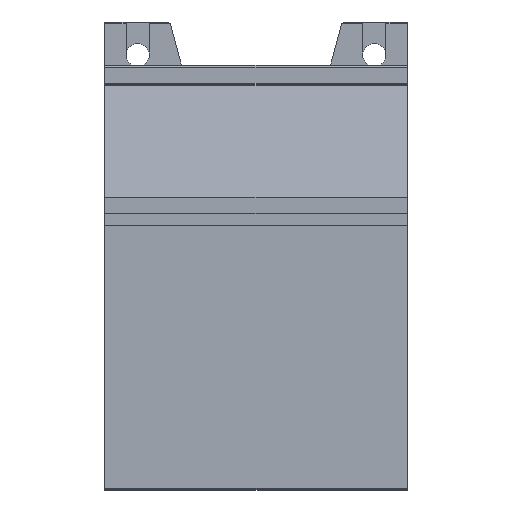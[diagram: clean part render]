
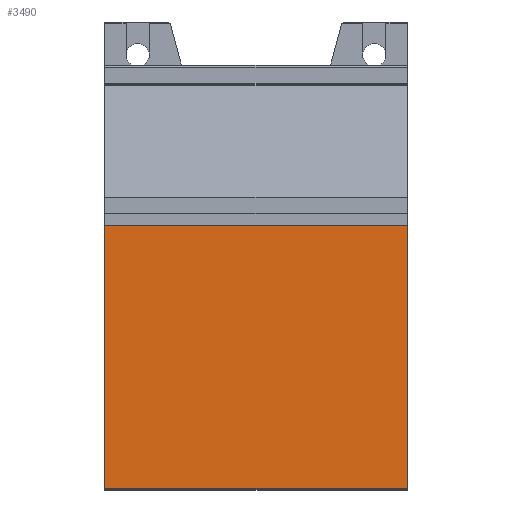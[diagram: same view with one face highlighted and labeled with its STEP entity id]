
A CAD part, top view. The second image highlights one B-rep face of the part: STEP entity #3490.
In plain terms, the highlighted planar face has unit normal (0, 0, 1).
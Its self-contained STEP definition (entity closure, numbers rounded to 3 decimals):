
#3434=CARTESIAN_POINT('',(0.0,6.85,3.));
#3435=VERTEX_POINT('',#3434);
#3442=CARTESIAN_POINT('',(55.,6.85,3.));
#3443=VERTEX_POINT('',#3442);
#3444=CARTESIAN_POINT('',(55.,6.85,3.));
#3445=DIRECTION('',(-1.0,0.0,0.0));
#3446=VECTOR('',#3445,55.);
#3447=LINE('',#3444,#3446);
#3448=EDGE_CURVE('',#3443,#3435,#3447,.T.);
#3460=CARTESIAN_POINT('',(55.,6.85,3.));
#3461=DIRECTION('',(0.0,0.0,1.0));
#3462=DIRECTION('',(1.0,0.0,0.0));
#3463=AXIS2_PLACEMENT_3D('',#3460,#3461,#3462);
#3464=PLANE('',#3463);
#3465=CARTESIAN_POINT('',(0.0,-40.85,3.));
#3466=VERTEX_POINT('',#3465);
#3467=CARTESIAN_POINT('',(0.0,6.85,3.));
#3468=DIRECTION('',(0.0,-1.0,0.0));
#3469=VECTOR('',#3468,47.7);
#3470=LINE('',#3467,#3469);
#3471=EDGE_CURVE('',#3435,#3466,#3470,.T.);
#3472=ORIENTED_EDGE('',*,*,#3471,.T.);
#3473=CARTESIAN_POINT('',(55.,-40.85,3.));
#3474=VERTEX_POINT('',#3473);
#3475=CARTESIAN_POINT('',(55.,-40.85,3.));
#3476=DIRECTION('',(-1.0,0.0,0.0));
#3477=VECTOR('',#3476,55.);
#3478=LINE('',#3475,#3477);
#3479=EDGE_CURVE('',#3474,#3466,#3478,.T.);
#3480=ORIENTED_EDGE('',*,*,#3479,.F.);
#3481=CARTESIAN_POINT('',(55.,-40.85,3.));
#3482=DIRECTION('',(0.0,1.0,0.0));
#3483=VECTOR('',#3482,47.7);
#3484=LINE('',#3481,#3483);
#3485=EDGE_CURVE('',#3474,#3443,#3484,.T.);
#3486=ORIENTED_EDGE('',*,*,#3485,.T.);
#3487=ORIENTED_EDGE('',*,*,#3448,.T.);
#3488=EDGE_LOOP('',(#3472,#3480,#3486,#3487));
#3489=FACE_OUTER_BOUND('',#3488,.T.);
#3490=ADVANCED_FACE('',(#3489),#3464,.T.);
